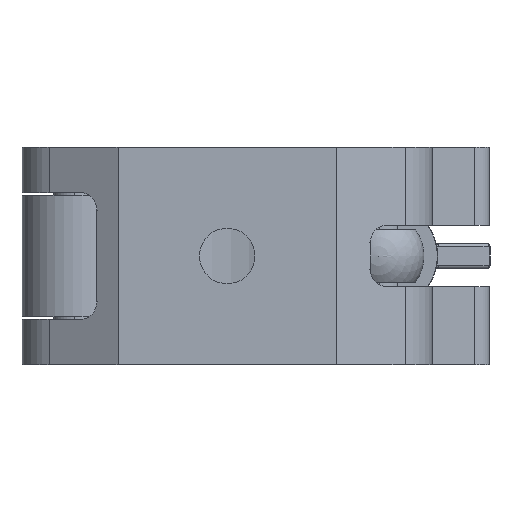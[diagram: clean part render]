
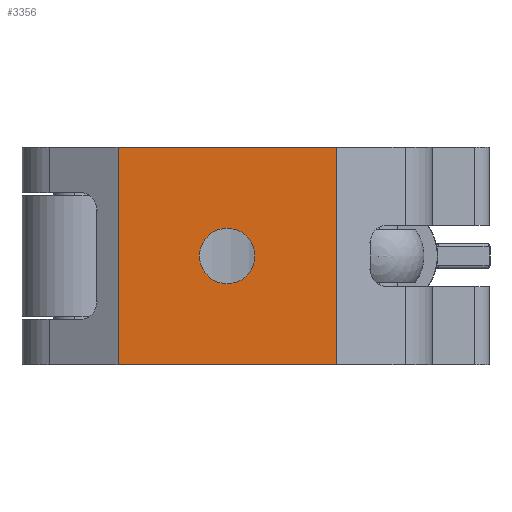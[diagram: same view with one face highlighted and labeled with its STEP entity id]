
A CAD part, front view. The second image highlights one B-rep face of the part: STEP entity #3356.
In plain terms, the highlighted planar face has unit normal (0, -1, 0).
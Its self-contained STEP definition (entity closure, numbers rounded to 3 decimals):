
#331 = VECTOR ( 'NONE', #2022, 1000. ) ;
#738 = AXIS2_PLACEMENT_3D ( 'NONE', #5753, #2989, #7876 ) ;
#896 = VERTEX_POINT ( 'NONE', #7378 ) ;
#1258 = EDGE_CURVE ( 'NONE', #896, #5315, #2070, .T. ) ;
#1312 = VECTOR ( 'NONE', #4333, 1000. ) ;
#1607 = FACE_OUTER_BOUND ( 'NONE', #2800, .T. ) ;
#1657 = ORIENTED_EDGE ( 'NONE', *, *, #5253, .F. ) ;
#1731 = CARTESIAN_POINT ( 'NONE',  ( -25., 0., 24.95 ) ) ;
#1732 = CARTESIAN_POINT ( 'NONE',  ( 0., 0., 0. ) ) ;
#1782 = ORIENTED_EDGE ( 'NONE', *, *, #2492, .F. ) ;
#2022 = DIRECTION ( 'NONE',  ( 0., 0., -1. ) ) ;
#2070 = CIRCLE ( 'NONE', #2364, 6.35 ) ;
#2133 = DIRECTION ( 'NONE',  ( 1., 0., 0. ) ) ;
#2259 = PLANE ( 'NONE',  #738 ) ;
#2364 = AXIS2_PLACEMENT_3D ( 'NONE', #1732, #4559, #7359 ) ;
#2492 = EDGE_CURVE ( 'NONE', #4612, #8619, #3727, .T. ) ;
#2800 = EDGE_LOOP ( 'NONE', ( #6006, #1782, #1657, #6987 ) ) ;
#2901 = ORIENTED_EDGE ( 'NONE', *, *, #1258, .T. ) ;
#2989 = DIRECTION ( 'NONE',  ( 0., 1., 0. ) ) ;
#3356 = ADVANCED_FACE ( 'NONE', ( #4485, #1607 ), #2259, .F. ) ;
#3727 = LINE ( 'NONE', #7082, #1312 ) ;
#3972 = CARTESIAN_POINT ( 'NONE',  ( 0., 0., 0. ) ) ;
#4122 = CARTESIAN_POINT ( 'NONE',  ( -25., 0., -24.95 ) ) ;
#4305 = DIRECTION ( 'NONE',  ( 1., 0., 0. ) ) ;
#4333 = DIRECTION ( 'NONE',  ( 0., 0., -1. ) ) ;
#4355 = EDGE_LOOP ( 'NONE', ( #6141, #2901 ) ) ;
#4415 = CARTESIAN_POINT ( 'NONE',  ( 25., 0., 24.95 ) ) ;
#4485 = FACE_BOUND ( 'NONE', #4355, .T. ) ;
#4559 = DIRECTION ( 'NONE',  ( 0., 1., 0. ) ) ;
#4609 = CARTESIAN_POINT ( 'NONE',  ( -25., 0., 24.95 ) ) ;
#4612 = VERTEX_POINT ( 'NONE', #4415 ) ;
#5148 = CARTESIAN_POINT ( 'NONE',  ( 0., 0., 6.35 ) ) ;
#5253 = EDGE_CURVE ( 'NONE', #7081, #4612, #6618, .T. ) ;
#5255 = VECTOR ( 'NONE', #2133, 1000. ) ;
#5315 = VERTEX_POINT ( 'NONE', #5148 ) ;
#5419 = CARTESIAN_POINT ( 'NONE',  ( 25., 0., -24.95 ) ) ;
#5530 = VECTOR ( 'NONE', #4305, 1000. ) ;
#5600 = VERTEX_POINT ( 'NONE', #4122 ) ;
#5753 = CARTESIAN_POINT ( 'NONE',  ( -25., 0., 24.95 ) ) ;
#5923 = EDGE_CURVE ( 'NONE', #5600, #8619, #8103, .T. ) ;
#6006 = ORIENTED_EDGE ( 'NONE', *, *, #5923, .T. ) ;
#6141 = ORIENTED_EDGE ( 'NONE', *, *, #8115, .T. ) ;
#6191 = AXIS2_PLACEMENT_3D ( 'NONE', #3972, #6765, #8285 ) ;
#6618 = LINE ( 'NONE', #1731, #5530 ) ;
#6765 = DIRECTION ( 'NONE',  ( 0., 1., 0. ) ) ;
#6778 = CIRCLE ( 'NONE', #6191, 6.35 ) ;
#6987 = ORIENTED_EDGE ( 'NONE', *, *, #8227, .T. ) ;
#7081 = VERTEX_POINT ( 'NONE', #4609 ) ;
#7082 = CARTESIAN_POINT ( 'NONE',  ( 25., 0., 24.95 ) ) ;
#7359 = DIRECTION ( 'NONE',  ( 0., 0., 1. ) ) ;
#7378 = CARTESIAN_POINT ( 'NONE',  ( 0., 0., -6.35 ) ) ;
#7643 = LINE ( 'NONE', #8331, #331 ) ;
#7876 = DIRECTION ( 'NONE',  ( 0., 0., 1. ) ) ;
#8103 = LINE ( 'NONE', #8446, #5255 ) ;
#8115 = EDGE_CURVE ( 'NONE', #5315, #896, #6778, .T. ) ;
#8227 = EDGE_CURVE ( 'NONE', #7081, #5600, #7643, .T. ) ;
#8285 = DIRECTION ( 'NONE',  ( 0., 0., 1. ) ) ;
#8331 = CARTESIAN_POINT ( 'NONE',  ( -25., 0., 24.95 ) ) ;
#8446 = CARTESIAN_POINT ( 'NONE',  ( -25., 0., -24.95 ) ) ;
#8619 = VERTEX_POINT ( 'NONE', #5419 ) ;
